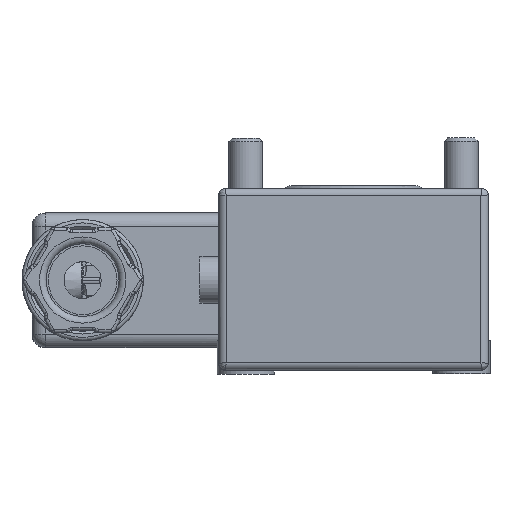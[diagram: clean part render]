
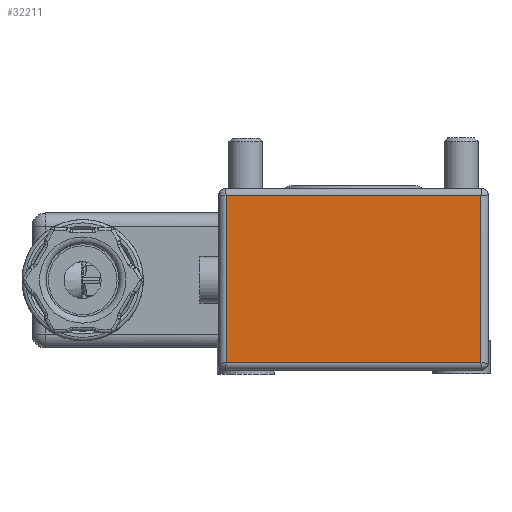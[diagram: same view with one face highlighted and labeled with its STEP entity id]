
A CAD part, top view. The second image highlights one B-rep face of the part: STEP entity #32211.
In plain terms, the highlighted face is planar.
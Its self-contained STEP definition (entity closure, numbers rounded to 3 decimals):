
#12009=ORIENTED_EDGE('',*,*,#16666,.T.);
#12010=ORIENTED_EDGE('',*,*,#16663,.T.);
#12011=ORIENTED_EDGE('',*,*,#16660,.T.);
#12012=ORIENTED_EDGE('',*,*,#16657,.T.);
#16657=EDGE_CURVE('',#19749,#19748,#22567,.T.);
#16660=EDGE_CURVE('',#19750,#19749,#22568,.T.);
#16663=EDGE_CURVE('',#19751,#19750,#22569,.T.);
#16666=EDGE_CURVE('',#19748,#19751,#22570,.T.);
#19748=VERTEX_POINT('',#60087);
#19749=VERTEX_POINT('',#60089);
#19750=VERTEX_POINT('',#60151);
#19751=VERTEX_POINT('',#60213);
#22567=LINE('',#60088,#25386);
#22568=LINE('',#60150,#25387);
#22569=LINE('',#60212,#25388);
#22570=LINE('',#60274,#25389);
#25386=VECTOR('',#43596,1000.);
#25387=VECTOR('',#43599,1000.);
#25388=VECTOR('',#43602,1000.);
#25389=VECTOR('',#43605,1000.);
#27410=EDGE_LOOP('',(#12009,#12010,#12011,#12012));
#29433=FACE_BOUND('',#27410,.T.);
#30432=PLANE('',#35180);
#32211=ADVANCED_FACE('',(#29433),#30432,.T.);
#35180=AXIS2_PLACEMENT_3D('',#60326,#43606,#43607);
#43596=DIRECTION('',(0.,0.,-1.));
#43599=DIRECTION('',(1.,0.,0.));
#43602=DIRECTION('',(0.,0.,1.));
#43605=DIRECTION('',(-1.,0.,0.));
#43606=DIRECTION('',(0.,1.,0.));
#43607=DIRECTION('',(1.,0.,0.));
#60087=CARTESIAN_POINT('',(18.9,7.5,-12.4));
#60088=CARTESIAN_POINT('',(18.9,7.5,12.4));
#60089=CARTESIAN_POINT('',(18.9,7.5,12.4));
#60150=CARTESIAN_POINT('',(-18.9,7.5,12.4));
#60151=CARTESIAN_POINT('',(-18.9,7.5,12.4));
#60212=CARTESIAN_POINT('',(-18.9,7.5,-12.4));
#60213=CARTESIAN_POINT('',(-18.9,7.5,-12.4));
#60274=CARTESIAN_POINT('',(18.9,7.5,-12.4));
#60326=CARTESIAN_POINT('',(0.,7.5,0.));
